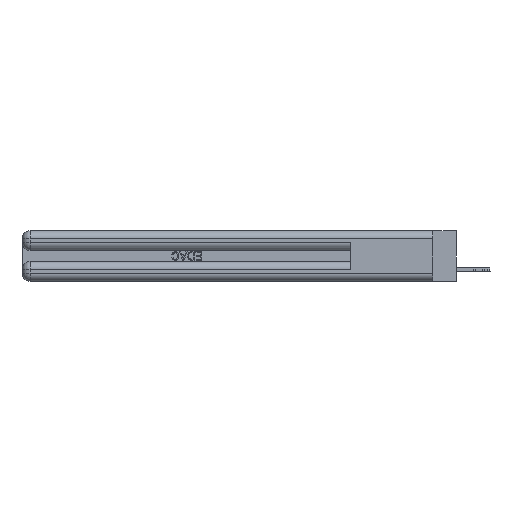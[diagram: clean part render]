
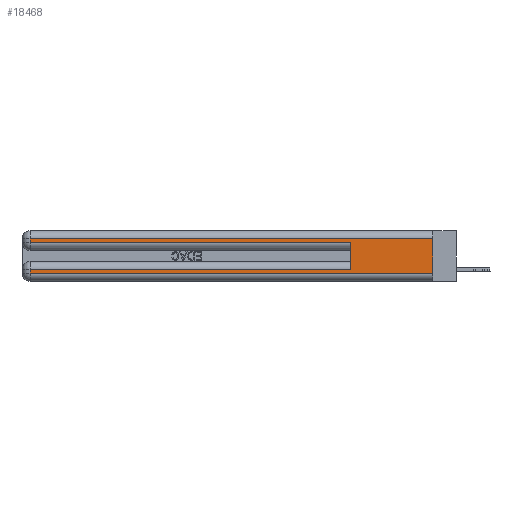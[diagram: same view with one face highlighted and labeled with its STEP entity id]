
A CAD part, left-side view. The second image highlights one B-rep face of the part: STEP entity #18468.
In plain terms, the highlighted planar face has unit normal (-1, 0, 0).
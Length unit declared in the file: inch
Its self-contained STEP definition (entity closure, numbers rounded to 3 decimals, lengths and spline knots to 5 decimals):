
#1674 = CARTESIAN_POINT ( 'NONE',  ( 0., 2.94, 0.085 ) ) ;
#4603 = FACE_OUTER_BOUND ( 'NONE', #42551, .T. ) ;
#4649 = LINE ( 'NONE', #50570, #18123 ) ;
#5058 = DIRECTION ( 'NONE',  ( 0., 0., -1. ) ) ;
#5411 = ORIENTED_EDGE ( 'NONE', *, *, #50540, .T. ) ;
#5601 = DIRECTION ( 'NONE',  ( 0., 0., -1. ) ) ;
#5696 = CARTESIAN_POINT ( 'NONE',  ( 0., 0.6, 0.085 ) ) ;
#6303 = EDGE_CURVE ( 'NONE', #18633, #39555, #16806, .T. ) ;
#6542 = CARTESIAN_POINT ( 'NONE',  ( 0., 2.94, 0.31 ) ) ;
#6928 = CARTESIAN_POINT ( 'NONE',  ( 0., 0.6, 0.145 ) ) ;
#7045 = CARTESIAN_POINT ( 'NONE',  ( 0., 0.6, 0.285 ) ) ;
#8206 = ORIENTED_EDGE ( 'NONE', *, *, #12835, .T. ) ;
#8216 = ORIENTED_EDGE ( 'NONE', *, *, #30066, .T. ) ;
#8477 = CARTESIAN_POINT ( 'NONE',  ( 0., 0., 0.06 ) ) ;
#9103 = VECTOR ( 'NONE', #5058, 39.37008 ) ;
#10109 = DIRECTION ( 'NONE',  ( 0., -1., 0. ) ) ;
#10239 = DIRECTION ( 'NONE',  ( 0., 0., -1. ) ) ;
#10689 = CARTESIAN_POINT ( 'NONE',  ( 0., 0., 0.37 ) ) ;
#10727 = VECTOR ( 'NONE', #5601, 39.37008 ) ;
#11037 = PLANE ( 'NONE',  #44530 ) ;
#11046 = ORIENTED_EDGE ( 'NONE', *, *, #6303, .F. ) ;
#11792 = EDGE_CURVE ( 'NONE', #22609, #38523, #34418, .T. ) ;
#12577 = EDGE_CURVE ( 'NONE', #38523, #50513, #16072, .T. ) ;
#12835 = EDGE_CURVE ( 'NONE', #38692, #18566, #4649, .T. ) ;
#13157 = ORIENTED_EDGE ( 'NONE', *, *, #21655, .F. ) ;
#14115 = CARTESIAN_POINT ( 'NONE',  ( 0., 0., 0.37 ) ) ;
#16072 = LINE ( 'NONE', #45302, #9103 ) ;
#16806 = LINE ( 'NONE', #6928, #33211 ) ;
#17606 = DIRECTION ( 'NONE',  ( 0., 1., 0. ) ) ;
#17947 = CARTESIAN_POINT ( 'NONE',  ( 0., 0., 0.085 ) ) ;
#18123 = VECTOR ( 'NONE', #10109, 39.37008 ) ;
#18468 = ADVANCED_FACE ( 'NONE', ( #4603 ), #11037, .F. ) ;
#18566 = VERTEX_POINT ( 'NONE', #8477 ) ;
#18633 = VERTEX_POINT ( 'NONE', #5696 ) ;
#18729 = CARTESIAN_POINT ( 'NONE',  ( 0., 0., 0.31 ) ) ;
#19801 = CARTESIAN_POINT ( 'NONE',  ( 0., 0., 0.31 ) ) ;
#21388 = LINE ( 'NONE', #26864, #10727 ) ;
#21655 = EDGE_CURVE ( 'NONE', #22609, #18566, #34920, .T. ) ;
#22609 = VERTEX_POINT ( 'NONE', #19801 ) ;
#23234 = DIRECTION ( 'NONE',  ( 1., 0., 0. ) ) ;
#24335 = ORIENTED_EDGE ( 'NONE', *, *, #11792, .T. ) ;
#26864 = CARTESIAN_POINT ( 'NONE',  ( 0., 2.94, 0.37 ) ) ;
#27562 = ORIENTED_EDGE ( 'NONE', *, *, #35226, .T. ) ;
#27612 = ORIENTED_EDGE ( 'NONE', *, *, #12577, .T. ) ;
#29539 = LINE ( 'NONE', #17947, #44123 ) ;
#30066 = EDGE_CURVE ( 'NONE', #50513, #39555, #36847, .T. ) ;
#31124 = DIRECTION ( 'NONE',  ( 0., 1., 0. ) ) ;
#31338 = DIRECTION ( 'NONE',  ( 0., -1., 0. ) ) ;
#33211 = VECTOR ( 'NONE', #35136, 39.37008 ) ;
#34012 = CARTESIAN_POINT ( 'NONE',  ( 0., 2.94, 0.285 ) ) ;
#34418 = LINE ( 'NONE', #18729, #41370 ) ;
#34920 = LINE ( 'NONE', #14115, #40015 ) ;
#35136 = DIRECTION ( 'NONE',  ( 0., 0., 1. ) ) ;
#35226 = EDGE_CURVE ( 'NONE', #35609, #38692, #21388, .T. ) ;
#35609 = VERTEX_POINT ( 'NONE', #1674 ) ;
#36847 = LINE ( 'NONE', #42245, #50762 ) ;
#38523 = VERTEX_POINT ( 'NONE', #6542 ) ;
#38692 = VERTEX_POINT ( 'NONE', #48541 ) ;
#39555 = VERTEX_POINT ( 'NONE', #7045 ) ;
#40015 = VECTOR ( 'NONE', #10239, 39.37008 ) ;
#41370 = VECTOR ( 'NONE', #31124, 39.37008 ) ;
#42245 = CARTESIAN_POINT ( 'NONE',  ( 0., 0., 0.285 ) ) ;
#42551 = EDGE_LOOP ( 'NONE', ( #13157, #24335, #27612, #8216, #11046, #5411, #27562, #8206 ) ) ;
#44123 = VECTOR ( 'NONE', #17606, 39.37008 ) ;
#44530 = AXIS2_PLACEMENT_3D ( 'NONE', #10689, #23234, #51510 ) ;
#45302 = CARTESIAN_POINT ( 'NONE',  ( 0., 2.94, 0.37 ) ) ;
#48541 = CARTESIAN_POINT ( 'NONE',  ( 0., 2.94, 0.06 ) ) ;
#50513 = VERTEX_POINT ( 'NONE', #34012 ) ;
#50540 = EDGE_CURVE ( 'NONE', #18633, #35609, #29539, .T. ) ;
#50570 = CARTESIAN_POINT ( 'NONE',  ( 0., 0., 0.06 ) ) ;
#50762 = VECTOR ( 'NONE', #31338, 39.37008 ) ;
#51510 = DIRECTION ( 'NONE',  ( 0., 0., -1. ) ) ;
